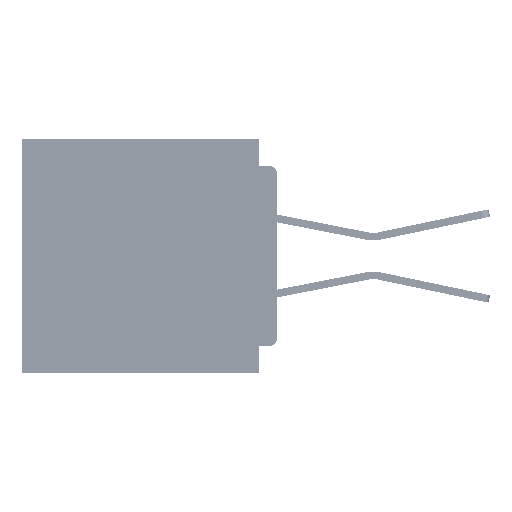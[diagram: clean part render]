
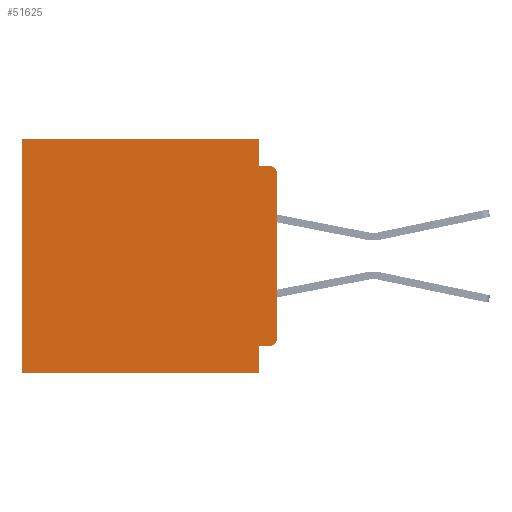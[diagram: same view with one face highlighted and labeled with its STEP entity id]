
A CAD part, left-side view. The second image highlights one B-rep face of the part: STEP entity #51625.
In plain terms, the highlighted planar face has unit normal (-1, 0, 0).
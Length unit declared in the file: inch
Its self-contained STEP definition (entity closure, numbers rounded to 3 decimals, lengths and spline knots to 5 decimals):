
#170 = FACE_OUTER_BOUND ( 'NONE', #59857, .T. ) ;
#1622 = VECTOR ( 'NONE', #24411, 39.37008 ) ;
#2065 = CARTESIAN_POINT ( 'NONE',  ( 0.3, 0.437, -0.4 ) ) ;
#3006 = ORIENTED_EDGE ( 'NONE', *, *, #59468, .F. ) ;
#3719 = VERTEX_POINT ( 'NONE', #14048 ) ;
#3875 = EDGE_CURVE ( 'NONE', #24057, #17739, #34791, .T. ) ;
#4042 = CARTESIAN_POINT ( 'NONE',  ( 0.3, 0.031, 0. ) ) ;
#4924 = EDGE_CURVE ( 'NONE', #55345, #20993, #64402, .T. ) ;
#6143 = DIRECTION ( 'NONE',  ( 0., 0., -1. ) ) ;
#7069 = DIRECTION ( 'NONE',  ( 0., 0., -1. ) ) ;
#7413 = EDGE_CURVE ( 'NONE', #3719, #20993, #10173, .T. ) ;
#7733 = CARTESIAN_POINT ( 'NONE',  ( 0.3, 0., -0.4 ) ) ;
#8326 = VERTEX_POINT ( 'NONE', #59333 ) ;
#8388 = EDGE_CURVE ( 'NONE', #24057, #30524, #23618, .T. ) ;
#8590 = VECTOR ( 'NONE', #7069, 39.37008 ) ;
#10173 = LINE ( 'NONE', #2065, #8590 ) ;
#11183 = VECTOR ( 'NONE', #11203, 39.37008 ) ;
#11203 = DIRECTION ( 'NONE',  ( 0., 1., 0. ) ) ;
#11548 = CARTESIAN_POINT ( 'NONE',  ( 0.3, 0., -0.34 ) ) ;
#11901 = CARTESIAN_POINT ( 'NONE',  ( 0.3, 0., -0.045 ) ) ;
#12371 = CARTESIAN_POINT ( 'NONE',  ( 0.3, 0.015, -0.045 ) ) ;
#14048 = CARTESIAN_POINT ( 'NONE',  ( 0.3, 0.437, 0. ) ) ;
#16943 = DIRECTION ( 'NONE',  ( 0., -1., 0. ) ) ;
#17739 = VERTEX_POINT ( 'NONE', #11548 ) ;
#17791 = ORIENTED_EDGE ( 'NONE', *, *, #47361, .F. ) ;
#17940 = EDGE_CURVE ( 'NONE', #47349, #30992, #33937, .T. ) ;
#19339 = CARTESIAN_POINT ( 'NONE',  ( 0.3, 0., -0.355 ) ) ;
#19608 = ORIENTED_EDGE ( 'NONE', *, *, #41387, .F. ) ;
#19655 = CARTESIAN_POINT ( 'NONE',  ( 0.3, 0.031, -0.4 ) ) ;
#20993 = VERTEX_POINT ( 'NONE', #57176 ) ;
#21120 = DIRECTION ( 'NONE',  ( -1., 0., 0. ) ) ;
#22089 = DIRECTION ( 'NONE',  ( 1., 0., 0. ) ) ;
#22427 = DIRECTION ( 'NONE',  ( 0., 0., -1. ) ) ;
#23323 = DIRECTION ( 'NONE',  ( 0., 0., -1. ) ) ;
#23618 = CIRCLE ( 'NONE', #36042, 0.015 ) ;
#24057 = VERTEX_POINT ( 'NONE', #45966 ) ;
#24106 = CARTESIAN_POINT ( 'NONE',  ( 0.3, 0.015, -0.34 ) ) ;
#24411 = DIRECTION ( 'NONE',  ( 0., 1., 0. ) ) ;
#27172 = ORIENTED_EDGE ( 'NONE', *, *, #47925, .T. ) ;
#27325 = DIRECTION ( 'NONE',  ( 0., 1., 0. ) ) ;
#28645 = LINE ( 'NONE', #11901, #53649 ) ;
#29118 = DIRECTION ( 'NONE',  ( 0., 0., -1. ) ) ;
#29236 = AXIS2_PLACEMENT_3D ( 'NONE', #24106, #59013, #29118 ) ;
#29888 = CARTESIAN_POINT ( 'NONE',  ( 0.3, 0., -0.4 ) ) ;
#30524 = VERTEX_POINT ( 'NONE', #12371 ) ;
#30650 = VECTOR ( 'NONE', #22427, 39.37008 ) ;
#30992 = VERTEX_POINT ( 'NONE', #35904 ) ;
#32191 = LINE ( 'NONE', #37483, #30650 ) ;
#33937 = LINE ( 'NONE', #38174, #58917 ) ;
#34791 = LINE ( 'NONE', #7733, #46519 ) ;
#35653 = ORIENTED_EDGE ( 'NONE', *, *, #17940, .F. ) ;
#35904 = CARTESIAN_POINT ( 'NONE',  ( 0.3, 0.031, -0.045 ) ) ;
#36042 = AXIS2_PLACEMENT_3D ( 'NONE', #51056, #21120, #56067 ) ;
#37483 = CARTESIAN_POINT ( 'NONE',  ( 0.3, 0.031, -0.4 ) ) ;
#37875 = VECTOR ( 'NONE', #27325, 39.37008 ) ;
#38174 = CARTESIAN_POINT ( 'NONE',  ( 0.3, 0.031, 0. ) ) ;
#41387 = EDGE_CURVE ( 'NONE', #49820, #55345, #32191, .T. ) ;
#41493 = LINE ( 'NONE', #19339, #1622 ) ;
#44683 = ORIENTED_EDGE ( 'NONE', *, *, #7413, .T. ) ;
#45966 = CARTESIAN_POINT ( 'NONE',  ( 0.3, 0., -0.06 ) ) ;
#46165 = CARTESIAN_POINT ( 'NONE',  ( 0.3, 0., 0. ) ) ;
#46235 = CIRCLE ( 'NONE', #29236, 0.015 ) ;
#46359 = EDGE_CURVE ( 'NONE', #47349, #3719, #49470, .T. ) ;
#46519 = VECTOR ( 'NONE', #6143, 39.37008 ) ;
#47349 = VERTEX_POINT ( 'NONE', #4042 ) ;
#47361 = EDGE_CURVE ( 'NONE', #8326, #49820, #41493, .T. ) ;
#47925 = EDGE_CURVE ( 'NONE', #8326, #17739, #46235, .T. ) ;
#49470 = LINE ( 'NONE', #46165, #11183 ) ;
#49820 = VERTEX_POINT ( 'NONE', #63839 ) ;
#49904 = AXIS2_PLACEMENT_3D ( 'NONE', #61795, #22089, #57003 ) ;
#51056 = CARTESIAN_POINT ( 'NONE',  ( 0.3, 0.015, -0.06 ) ) ;
#51625 = ADVANCED_FACE ( 'NONE', ( #170 ), #52032, .F. ) ;
#52032 = PLANE ( 'NONE',  #49904 ) ;
#53649 = VECTOR ( 'NONE', #16943, 39.37008 ) ;
#55345 = VERTEX_POINT ( 'NONE', #19655 ) ;
#55535 = ORIENTED_EDGE ( 'NONE', *, *, #3875, .F. ) ;
#56067 = DIRECTION ( 'NONE',  ( 0., 0., -1. ) ) ;
#57003 = DIRECTION ( 'NONE',  ( 0., 0., -1. ) ) ;
#57176 = CARTESIAN_POINT ( 'NONE',  ( 0.3, 0.437, -0.4 ) ) ;
#58917 = VECTOR ( 'NONE', #23323, 39.37008 ) ;
#59013 = DIRECTION ( 'NONE',  ( -1., 0., 0. ) ) ;
#59333 = CARTESIAN_POINT ( 'NONE',  ( 0.3, 0.015, -0.355 ) ) ;
#59468 = EDGE_CURVE ( 'NONE', #30992, #30524, #28645, .T. ) ;
#59857 = EDGE_LOOP ( 'NONE', ( #55535, #60266, #3006, #35653, #60882, #44683, #61926, #19608, #17791, #27172 ) ) ;
#60266 = ORIENTED_EDGE ( 'NONE', *, *, #8388, .T. ) ;
#60882 = ORIENTED_EDGE ( 'NONE', *, *, #46359, .T. ) ;
#61795 = CARTESIAN_POINT ( 'NONE',  ( 0.3, 0., -0.4 ) ) ;
#61926 = ORIENTED_EDGE ( 'NONE', *, *, #4924, .F. ) ;
#63839 = CARTESIAN_POINT ( 'NONE',  ( 0.3, 0.031, -0.355 ) ) ;
#64402 = LINE ( 'NONE', #29888, #37875 ) ;
